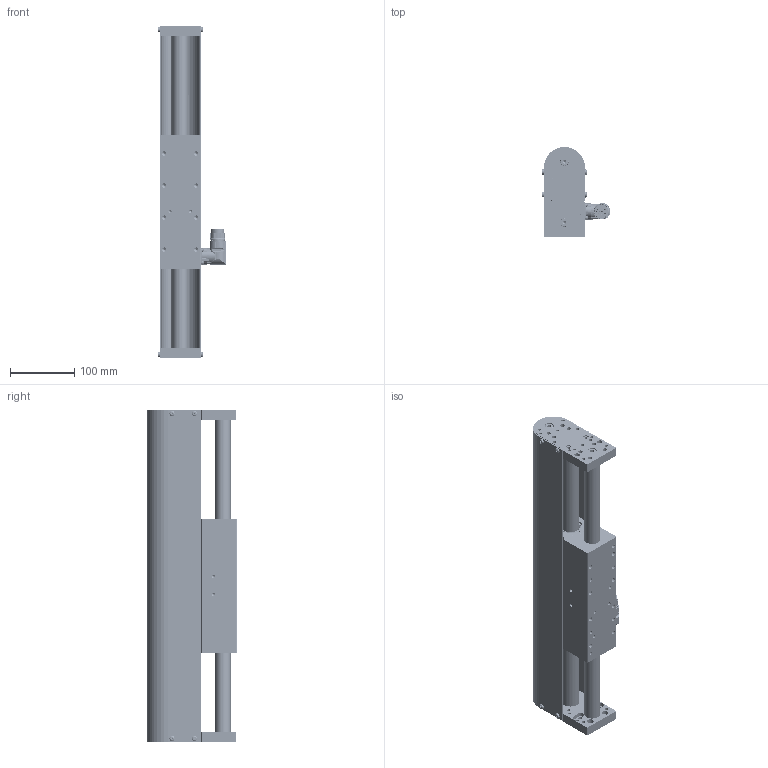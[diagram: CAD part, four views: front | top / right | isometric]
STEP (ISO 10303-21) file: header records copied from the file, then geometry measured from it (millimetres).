
FILE_DESCRIPTION (( 'STEP AP214' ), '1' );
FILE_NAME ('0186-1575_250115_DM01-48x150G-HP-C-275_CS01_BE03.STEP', '2025-01-15T12:51:20', ( '' ), ( '' ), 'SwSTEP 2.0', 'SolidWorks 2024', '' );
FILE_SCHEMA (( 'AUTOMOTIVE_DESIGN' ));
Length unit declared in the file: millimetre
Products named in the file (11): 0180-1301_DL01k-25-15.6x...-M18x1.5_DL01k-25-15,6x492-M18x1.5; 0180-1300_D01k-48x...-AD_D01k-48x517-AD; 0186-1575_250115_DM01-48x150G-HP-C-275_CS01_BE03; 0230-0653_Zyl.-Schr._I-6kt_n-K_M10x25_8.8_v-b; 0230-0488_Zyl.-Schr._I-6kt_M8x25_8.8_v-b; 0230-0365_Lins.-Schr_I-6rd_M4x8_8.8_v-b; 0186-1538_PL01-28x500!450-HP-SF_PL01-28x500!450-HP-SF; 0180-1298_DM01k-48; DL01h-48x150G-HP-C-275_CS01_Läufer_beweglich_275; DM01h-PS01-48x150G-HP-C_CS01_BE03; 0180-1842_DM01k-48-H
Assembly tree (21 placements, depth 3):
  0186-1575_250115_DM01-48x150G-HP-C-275_CS01_BE03
    DM01h-PS01-48x150G-HP-C_CS01_BE03
    DL01h-48x150G-HP-C-275_CS01_Läufer_beweglich_275
      0230-0365_Lins.-Schr_I-6rd_M4x8_8.8_v-b  x8
      0180-1300_D01k-48x...-AD_D01k-48x517-AD
      0230-0488_Zyl.-Schr._I-6kt_M8x25_8.8_v-b  x4
      0180-1842_DM01k-48-H
      0230-0653_Zyl.-Schr._I-6kt_n-K_M10x25_8.8_v-b
      0180-1298_DM01k-48
      0180-1301_DL01k-25-15.6x...-M18x1.5_DL01k-25-15,6x492-M18x1.5  x2
      0186-1538_PL01-28x500!450-HP-SF_PL01-28x500!450-HP-SF
Bounding box: 106.56 x 140 x 518 mm (x, y, z)
Volume: 2200071.7 mm3; surface area: 750211.4 mm2
Topology: 43 solids, 91 shells, 4185 faces, 10345 edges, 6348 vertices
Faces by surface type: plane 1383, cylinder 1205, cone 937, bspline 624, torus 36
Full cylindrical faces by diameter (mm): 1 x10, 1.2 x5, 1.5 x5, 1.8 x5, 2 x8, 2.05 x4, 2.501 x48, 2.6 x4, 2.7 x4, 2.8 x5, 2.9 x4, 3 x1, 3.3 x10, 4.2 x2, 4.5 x4, 4.8 x8, 5 x92, 6 x26, 6.6 x16, 6.8 x14, 8 x72, 8.4 x8, 8.5 x2, 9 x4, 10 x18, 10.5 x9, 11 x4, 13 x4, 14 x4, 15 x1
Entity records: 165412 total; most frequent: CARTESIAN_POINT 64948, ORIENTED_EDGE 14444, DIRECTION 12714, EDGE_CURVE 7222, VERTEX_POINT 4897, AXIS2_PLACEMENT_3D 4806, EDGE_LOOP 4289, FACE_OUTER_BOUND 3608
